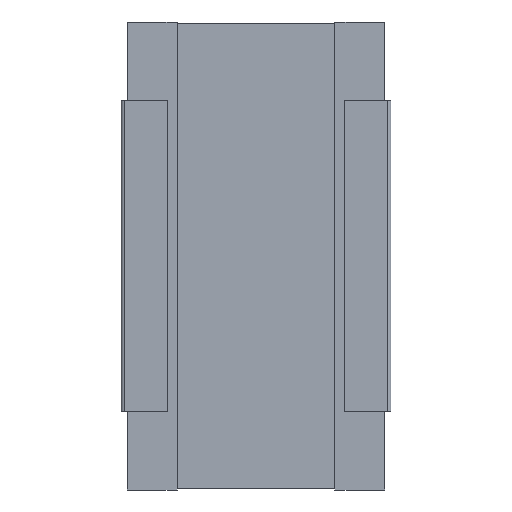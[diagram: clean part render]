
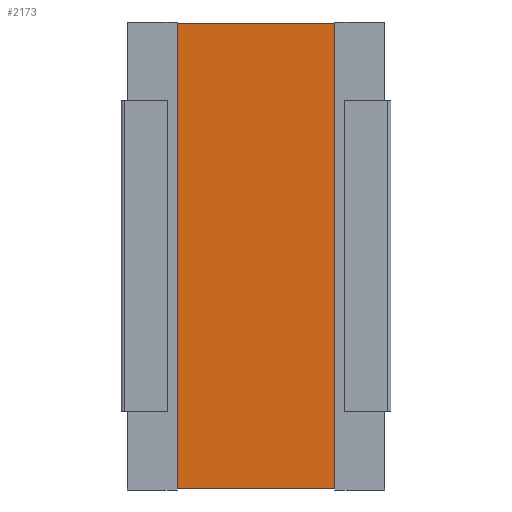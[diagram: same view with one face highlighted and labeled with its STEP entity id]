
A CAD part, front view. The second image highlights one B-rep face of the part: STEP entity #2173.
In plain terms, the highlighted planar face has unit normal (0, -1, 0).
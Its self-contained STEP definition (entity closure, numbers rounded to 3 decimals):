
#24 = LINE ( 'NONE', #2130, #2032 ) ;
#35 = DIRECTION ( 'NONE',  ( 1., 0., 0. ) ) ;
#406 = CARTESIAN_POINT ( 'NONE',  ( 13.301, 0.1, -30. ) ) ;
#435 = DIRECTION ( 'NONE',  ( 0., 0., 1. ) ) ;
#615 = EDGE_CURVE ( 'NONE', #2212, #2241, #3241, .T. ) ;
#688 = CARTESIAN_POINT ( 'NONE',  ( 3.199, 0.1, -0.1 ) ) ;
#928 = CARTESIAN_POINT ( 'NONE',  ( 13.301, 0.1, -0.1 ) ) ;
#967 = EDGE_CURVE ( 'NONE', #2907, #2212, #2899, .T. ) ;
#968 = DIRECTION ( 'NONE',  ( -1., 0., 0. ) ) ;
#978 = ORIENTED_EDGE ( 'NONE', *, *, #615, .T. ) ;
#1060 = AXIS2_PLACEMENT_3D ( 'NONE', #1487, #2677, #1501 ) ;
#1179 = CARTESIAN_POINT ( 'NONE',  ( 13.301, 0.1, -29.9 ) ) ;
#1487 = CARTESIAN_POINT ( 'NONE',  ( 3.199, 0.1, -30. ) ) ;
#1501 = DIRECTION ( 'NONE',  ( 0., 0., 1. ) ) ;
#1613 = EDGE_CURVE ( 'NONE', #2241, #3251, #24, .T. ) ;
#1749 = ORIENTED_EDGE ( 'NONE', *, *, #2524, .F. ) ;
#1812 = CARTESIAN_POINT ( 'NONE',  ( 3.199, 0.1, -29.9 ) ) ;
#2032 = VECTOR ( 'NONE', #968, 1000. ) ;
#2130 = CARTESIAN_POINT ( 'NONE',  ( 3.199, 0.1, -0.1 ) ) ;
#2173 = ADVANCED_FACE ( 'NONE', ( #2304 ), #3263, .F. ) ;
#2209 = EDGE_LOOP ( 'NONE', ( #978, #3569, #1749, #2409 ) ) ;
#2212 = VERTEX_POINT ( 'NONE', #1179 ) ;
#2240 = CARTESIAN_POINT ( 'NONE',  ( 3.199, 0.1, -30. ) ) ;
#2241 = VERTEX_POINT ( 'NONE', #928 ) ;
#2268 = DIRECTION ( 'NONE',  ( 0., 0., 1. ) ) ;
#2304 = FACE_OUTER_BOUND ( 'NONE', #2209, .T. ) ;
#2409 = ORIENTED_EDGE ( 'NONE', *, *, #967, .T. ) ;
#2464 = VECTOR ( 'NONE', #435, 1000. ) ;
#2524 = EDGE_CURVE ( 'NONE', #2907, #3251, #2700, .T. ) ;
#2560 = CARTESIAN_POINT ( 'NONE',  ( 3.199, 0.1, -29.9 ) ) ;
#2677 = DIRECTION ( 'NONE',  ( 0., 1., 0. ) ) ;
#2700 = LINE ( 'NONE', #2240, #2791 ) ;
#2791 = VECTOR ( 'NONE', #2268, 1000. ) ;
#2899 = LINE ( 'NONE', #1812, #2988 ) ;
#2907 = VERTEX_POINT ( 'NONE', #2560 ) ;
#2988 = VECTOR ( 'NONE', #35, 1000. ) ;
#3241 = LINE ( 'NONE', #406, #2464 ) ;
#3251 = VERTEX_POINT ( 'NONE', #688 ) ;
#3263 = PLANE ( 'NONE',  #1060 ) ;
#3569 = ORIENTED_EDGE ( 'NONE', *, *, #1613, .T. ) ;
